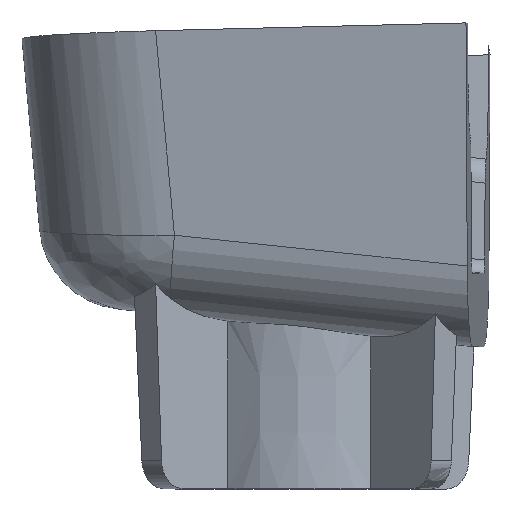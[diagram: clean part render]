
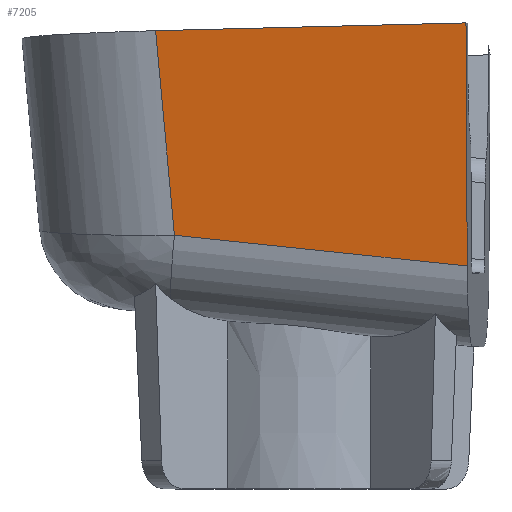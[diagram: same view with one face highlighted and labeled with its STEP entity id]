
A CAD part, top view. The second image highlights one B-rep face of the part: STEP entity #7205.
In plain terms, the highlighted planar face has unit normal (-0.075, -0.087, 0.993).
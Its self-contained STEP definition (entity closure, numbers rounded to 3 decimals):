
#7205 = ADVANCED_FACE('',(#7206),#7220,.T.);
#7206 = FACE_BOUND('',#7207,.T.);
#7207 = EDGE_LOOP('',(#7208,#7231,#7249,#7265));
#7208 = ORIENTED_EDGE('',*,*,#7209,.F.);
#7209 = EDGE_CURVE('',#7210,#7212,#7214,.T.);
#7210 = VERTEX_POINT('',#7211);
#7211 = CARTESIAN_POINT('',(1694.741,-707.34,
    1246.057));
#7212 = VERTEX_POINT('',#7213);
#7213 = CARTESIAN_POINT('',(1694.783,-715.657,
    1245.33));
#7214 = SURFACE_CURVE('',#7215,(#7219),.PCURVE_S1.);
#7215 = LINE('',#7216,#7217);
#7216 = CARTESIAN_POINT('',(1694.699,-699.093,
    1246.777));
#7217 = VECTOR('',#7218,1.);
#7218 = DIRECTION('',(0.005,-0.996,
    -0.087));
#7219 = PCURVE('',#7220,#7225);
#7220 = PLANE('',#7221);
#7221 = AXIS2_PLACEMENT_3D('',#7222,#7223,#7224);
#7222 = CARTESIAN_POINT('',(1694.749,-709.017,
    1245.91));
#7223 = DIRECTION('',(-0.075,-0.087,
    0.993));
#7224 = DIRECTION('',(0.,-0.996,
    -0.087));
#7225 = DEFINITIONAL_REPRESENTATION('',(#7226),#7230);
#7226 = LINE('',#7227,#7228);
#7227 = CARTESIAN_POINT('',(-9.962,-0.051));
#7228 = VECTOR('',#7229,1.);
#7229 = DIRECTION('',(1.,0.005));
#7230 = ( GEOMETRIC_REPRESENTATION_CONTEXT(2) 
PARAMETRIC_REPRESENTATION_CONTEXT() REPRESENTATION_CONTEXT('2D SPACE',''
  ) );
#7231 = ORIENTED_EDGE('',*,*,#7232,.T.);
#7232 = EDGE_CURVE('',#7210,#7233,#7235,.T.);
#7233 = VERTEX_POINT('',#7234);
#7234 = CARTESIAN_POINT('',(1684.119,-707.606,
    1245.228));
#7235 = SURFACE_CURVE('',#7236,(#7241),.PCURVE_S1.);
#7236 = B_SPLINE_CURVE_WITH_KNOTS('',3,(#7237,#7238,#7239,#7240),
  .UNSPECIFIED.,.F.,.F.,(4,4),(0.,1.),.PIECEWISE_BEZIER_KNOTS.);
#7237 = CARTESIAN_POINT('',(1694.741,-707.34,
    1246.057));
#7238 = CARTESIAN_POINT('',(1691.2,-707.416,
    1245.782));
#7239 = CARTESIAN_POINT('',(1687.659,-707.503,
    1245.506));
#7240 = CARTESIAN_POINT('',(1684.119,-707.606,
    1245.228));
#7241 = PCURVE('',#7220,#7242);
#7242 = DEFINITIONAL_REPRESENTATION('',(#7243),#7248);
#7243 = B_SPLINE_CURVE_WITH_KNOTS('',3,(#7244,#7245,#7246,#7247),
  .UNSPECIFIED.,.F.,.F.,(4,4),(0.,1.),.PIECEWISE_BEZIER_KNOTS.);
#7244 = CARTESIAN_POINT('',(-1.683,-0.009));
#7245 = CARTESIAN_POINT('',(-1.584,-3.559));
#7246 = CARTESIAN_POINT('',(-1.473,-7.11));
#7247 = CARTESIAN_POINT('',(-1.346,-10.66));
#7248 = ( GEOMETRIC_REPRESENTATION_CONTEXT(2) 
PARAMETRIC_REPRESENTATION_CONTEXT() REPRESENTATION_CONTEXT('2D SPACE',''
  ) );
#7249 = ORIENTED_EDGE('',*,*,#7250,.T.);
#7250 = EDGE_CURVE('',#7233,#7251,#7253,.T.);
#7251 = VERTEX_POINT('',#7252);
#7252 = CARTESIAN_POINT('',(1684.765,-714.602,
    1244.663));
#7253 = SURFACE_CURVE('',#7254,(#7258),.PCURVE_S1.);
#7254 = LINE('',#7255,#7256);
#7255 = CARTESIAN_POINT('',(1684.332,-709.909,
    1245.042));
#7256 = VECTOR('',#7257,1.);
#7257 = DIRECTION('',(0.092,-0.993,
    -0.08));
#7258 = PCURVE('',#7220,#7259);
#7259 = DEFINITIONAL_REPRESENTATION('',(#7260),#7264);
#7260 = LINE('',#7261,#7262);
#7261 = CARTESIAN_POINT('',(0.964,-10.447));
#7262 = VECTOR('',#7263,1.);
#7263 = DIRECTION('',(0.996,0.092));
#7264 = ( GEOMETRIC_REPRESENTATION_CONTEXT(2) 
PARAMETRIC_REPRESENTATION_CONTEXT() REPRESENTATION_CONTEXT('2D SPACE',''
  ) );
#7265 = ORIENTED_EDGE('',*,*,#7266,.T.);
#7266 = EDGE_CURVE('',#7251,#7212,#7267,.T.);
#7267 = SURFACE_CURVE('',#7268,(#7272),.PCURVE_S1.);
#7268 = LINE('',#7269,#7270);
#7269 = CARTESIAN_POINT('',(1694.099,-715.585,
    1245.285));
#7270 = VECTOR('',#7271,1.);
#7271 = DIRECTION('',(0.992,-0.105,0.066)
  );
#7272 = PCURVE('',#7220,#7273);
#7273 = DEFINITIONAL_REPRESENTATION('',(#7274),#7278);
#7274 = LINE('',#7275,#7276);
#7275 = CARTESIAN_POINT('',(6.598,-0.652));
#7276 = VECTOR('',#7277,1.);
#7277 = DIRECTION('',(0.098,0.995));
#7278 = ( GEOMETRIC_REPRESENTATION_CONTEXT(2) 
PARAMETRIC_REPRESENTATION_CONTEXT() REPRESENTATION_CONTEXT('2D SPACE',''
  ) );
